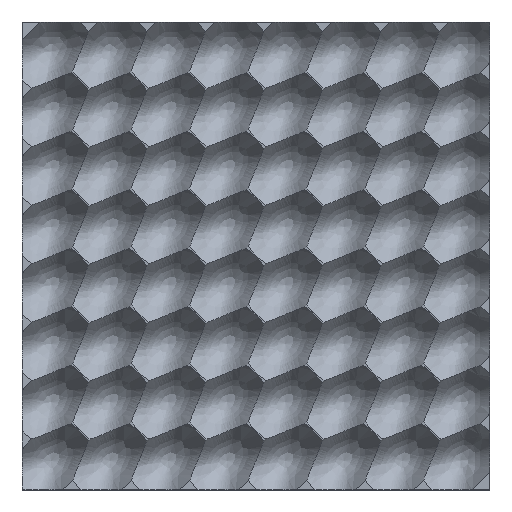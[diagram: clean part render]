
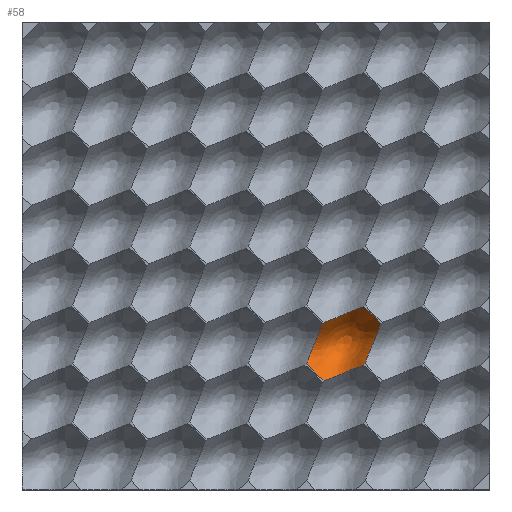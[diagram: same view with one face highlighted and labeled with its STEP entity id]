
A CAD part, top view. The second image highlights one B-rep face of the part: STEP entity #58.
In plain terms, the highlighted free-form (B-spline) face has degree [2, 2] with [3, 3] control points.
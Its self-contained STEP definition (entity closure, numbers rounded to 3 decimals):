
#58=ADVANCED_FACE('',(#208),#2579,.T.);
#208=FACE_OUTER_BOUND('',#358,.T.);
#358=EDGE_LOOP('',(#805,#806,#807,#808,#809,#810,#811,#812));
#805=ORIENTED_EDGE('',*,*,#1565,.T.);
#806=ORIENTED_EDGE('',*,*,#1766,.T.);
#807=ORIENTED_EDGE('',*,*,#1566,.T.);
#808=ORIENTED_EDGE('',*,*,#1748,.F.);
#809=ORIENTED_EDGE('',*,*,#1567,.T.);
#810=ORIENTED_EDGE('',*,*,#1764,.F.);
#811=ORIENTED_EDGE('',*,*,#1568,.T.);
#812=ORIENTED_EDGE('',*,*,#1763,.T.);
#1565=EDGE_CURVE('',#2471,#2472,#2009,.T.);
#1566=EDGE_CURVE('',#2473,#2441,#2010,.T.);
#1567=EDGE_CURVE('',#2444,#2469,#2011,.T.);
#1568=EDGE_CURVE('',#2468,#2474,#2012,.T.);
#1748=EDGE_CURVE('',#2444,#2441,#2192,.T.);
#1763=EDGE_CURVE('',#2474,#2471,#2207,.T.);
#1764=EDGE_CURVE('',#2468,#2469,#2208,.T.);
#1766=EDGE_CURVE('',#2472,#2473,#2210,.T.);
#2009=B_SPLINE_CURVE_WITH_KNOTS('',3,(#5324,#5325,#5326,#5327,#5328,#5329,
#5330,#5331,#5332,#5333),.UNSPECIFIED.,.F.,.F.,(4,3,3,4),(1.126,
3.72,5.543,6.327),.UNSPECIFIED.);
#2010=B_SPLINE_CURVE_WITH_KNOTS('',3,(#5334,#5335,#5336,#5337,#5338,#5339,
#5340),.UNSPECIFIED.,.F.,.F.,(4,3,4),(16.361,16.663,
16.965),.UNSPECIFIED.);
#2011=B_SPLINE_CURVE_WITH_KNOTS('',3,(#5341,#5342,#5343,#5344,#5345,#5346,
#5347),.UNSPECIFIED.,.F.,.F.,(4,3,4),(27.031,29.626,
32.221),.UNSPECIFIED.);
#2012=B_SPLINE_CURVE_WITH_KNOTS('',3,(#5348,#5349,#5350,#5351,#5352,#5353,
#5354),.UNSPECIFIED.,.F.,.F.,(4,3,4),(42.43,42.729,
43.053),.UNSPECIFIED.);
#2192=B_SPLINE_CURVE_WITH_KNOTS('',3,(#6973,#6974,#6975,#6976,#6977,#6978,
#6979,#6980,#6981,#6982,#6983,#6984,#6985),.UNSPECIFIED.,.F.,.F.,(4,3,3,
3,4),(3.357,6.585,9.561,11.017,
14.245),.UNSPECIFIED.);
#2207=B_SPLINE_CURVE_WITH_KNOTS('',3,(#7189,#7190,#7191,#7192,#7193,#7194,
#7195,#7196,#7197,#7198,#7199,#7200,#7201),.UNSPECIFIED.,.F.,.F.,(4,3,3,
3,4),(3.357,6.585,9.561,11.017,
14.245),.UNSPECIFIED.);
#2208=B_SPLINE_CURVE_WITH_KNOTS('',3,(#7202,#7203,#7204,#7205,#7206,#7207,
#7208,#7209,#7210,#7211,#7212,#7213,#7214,#7215,#7216,#7217),
 .UNSPECIFIED.,.F.,.F.,(4,3,3,3,3,4),(3.356,6.584,
6.664,9.556,11.011,14.239),
 .UNSPECIFIED.);
#2210=B_SPLINE_CURVE_WITH_KNOTS('',3,(#7231,#7232,#7233,#7234,#7235,#7236,
#7237,#7238,#7239,#7240,#7241,#7242,#7243,#7244,#7245,#7246),
 .UNSPECIFIED.,.F.,.F.,(4,3,3,3,3,4),(3.356,6.584,
6.664,9.556,11.011,14.239),
 .UNSPECIFIED.);
#2441=VERTEX_POINT('',#3427);
#2444=VERTEX_POINT('',#3430);
#2468=VERTEX_POINT('',#3454);
#2469=VERTEX_POINT('',#3455);
#2471=VERTEX_POINT('',#3457);
#2472=VERTEX_POINT('',#3458);
#2473=VERTEX_POINT('',#3459);
#2474=VERTEX_POINT('',#3460);
#2579=B_SPLINE_SURFACE_WITH_KNOTS('',2,2,((#3029,#3030,#3031),(#3032,#3033,
#3034),(#3035,#3036,#3037)),.UNSPECIFIED.,.F.,.F.,.F.,(3,3),(3,3),(0.,10.),
(0.,20.),.UNSPECIFIED.);
#3029=CARTESIAN_POINT('',(81.1,33.319,17.716));
#3030=CARTESIAN_POINT('',(73.89,26.11,17.716));
#3031=CARTESIAN_POINT('',(66.681,18.9,17.716));
#3032=CARTESIAN_POINT('',(75.96,38.46,17.716));
#3033=CARTESIAN_POINT('',(68.75,31.25,-24.051));
#3034=CARTESIAN_POINT('',(61.54,24.04,17.716));
#3035=CARTESIAN_POINT('',(70.819,43.6,17.716));
#3036=CARTESIAN_POINT('',(63.61,36.39,17.716));
#3037=CARTESIAN_POINT('',(56.4,29.181,17.716));
#3427=CARTESIAN_POINT('',(64.12,35.463,15.));
#3430=CARTESIAN_POINT('',(60.88,27.037,15.));
#3454=CARTESIAN_POINT('',(72.963,26.62,15.));
#3455=CARTESIAN_POINT('',(64.537,23.38,15.));
#3457=CARTESIAN_POINT('',(76.62,35.463,15.));
#3458=CARTESIAN_POINT('',(72.963,39.12,15.));
#3459=CARTESIAN_POINT('',(64.537,35.88,15.));
#3460=CARTESIAN_POINT('',(73.38,27.037,15.));
#5324=CARTESIAN_POINT('',(76.62,35.463,15.));
#5325=CARTESIAN_POINT('',(76.136,36.194,15.));
#5326=CARTESIAN_POINT('',(75.502,36.901,15.));
#5327=CARTESIAN_POINT('',(74.952,37.452,15.));
#5328=CARTESIAN_POINT('',(74.53,37.873,15.));
#5329=CARTESIAN_POINT('',(74.063,38.296,15.));
#5330=CARTESIAN_POINT('',(73.593,38.664,15.));
#5331=CARTESIAN_POINT('',(73.394,38.82,15.));
#5332=CARTESIAN_POINT('',(73.183,38.975,15.));
#5333=CARTESIAN_POINT('',(72.963,39.12,15.));
#5334=CARTESIAN_POINT('',(64.537,35.88,15.));
#5335=CARTESIAN_POINT('',(64.466,35.809,15.));
#5336=CARTESIAN_POINT('',(64.397,35.74,15.));
#5337=CARTESIAN_POINT('',(64.328,35.672,15.));
#5338=CARTESIAN_POINT('',(64.26,35.603,15.));
#5339=CARTESIAN_POINT('',(64.191,35.534,15.));
#5340=CARTESIAN_POINT('',(64.12,35.463,15.));
#5341=CARTESIAN_POINT('',(60.88,27.037,15.));
#5342=CARTESIAN_POINT('',(61.364,26.306,15.));
#5343=CARTESIAN_POINT('',(61.998,25.599,15.));
#5344=CARTESIAN_POINT('',(62.548,25.048,15.));
#5345=CARTESIAN_POINT('',(63.099,24.498,15.));
#5346=CARTESIAN_POINT('',(63.806,23.864,15.));
#5347=CARTESIAN_POINT('',(64.537,23.38,15.));
#5348=CARTESIAN_POINT('',(72.963,26.62,15.));
#5349=CARTESIAN_POINT('',(73.033,26.69,15.));
#5350=CARTESIAN_POINT('',(73.103,26.759,15.));
#5351=CARTESIAN_POINT('',(73.172,26.828,15.));
#5352=CARTESIAN_POINT('',(73.24,26.896,15.));
#5353=CARTESIAN_POINT('',(73.309,26.966,15.));
#5354=CARTESIAN_POINT('',(73.38,27.037,15.));
#6973=CARTESIAN_POINT('',(60.88,27.037,15.));
#6974=CARTESIAN_POINT('',(61.074,27.697,14.194));
#6975=CARTESIAN_POINT('',(61.34,28.466,13.424));
#6976=CARTESIAN_POINT('',(61.686,29.326,12.927));
#6977=CARTESIAN_POINT('',(62.014,30.144,12.455));
#6978=CARTESIAN_POINT('',(62.397,31.007,12.253));
#6979=CARTESIAN_POINT('',(62.79,31.92,12.438));
#6980=CARTESIAN_POINT('',(62.979,32.359,12.526));
#6981=CARTESIAN_POINT('',(63.155,32.777,12.698));
#6982=CARTESIAN_POINT('',(63.314,33.174,12.927));
#6983=CARTESIAN_POINT('',(63.66,34.034,13.424));
#6984=CARTESIAN_POINT('',(63.926,34.803,14.194));
#6985=CARTESIAN_POINT('',(64.12,35.463,15.));
#7189=CARTESIAN_POINT('',(73.38,27.037,15.));
#7190=CARTESIAN_POINT('',(73.574,27.697,14.194));
#7191=CARTESIAN_POINT('',(73.84,28.466,13.424));
#7192=CARTESIAN_POINT('',(74.186,29.326,12.927));
#7193=CARTESIAN_POINT('',(74.514,30.144,12.455));
#7194=CARTESIAN_POINT('',(74.897,31.007,12.253));
#7195=CARTESIAN_POINT('',(75.29,31.92,12.438));
#7196=CARTESIAN_POINT('',(75.479,32.359,12.526));
#7197=CARTESIAN_POINT('',(75.655,32.777,12.698));
#7198=CARTESIAN_POINT('',(75.814,33.174,12.927));
#7199=CARTESIAN_POINT('',(76.16,34.034,13.424));
#7200=CARTESIAN_POINT('',(76.426,34.803,14.194));
#7201=CARTESIAN_POINT('',(76.62,35.463,15.));
#7202=CARTESIAN_POINT('',(72.963,26.62,15.));
#7203=CARTESIAN_POINT('',(72.303,26.426,14.194));
#7204=CARTESIAN_POINT('',(71.534,26.16,13.424));
#7205=CARTESIAN_POINT('',(70.674,25.814,12.927));
#7206=CARTESIAN_POINT('',(70.652,25.805,12.914));
#7207=CARTESIAN_POINT('',(70.63,25.796,12.902));
#7208=CARTESIAN_POINT('',(70.608,25.787,12.89));
#7209=CARTESIAN_POINT('',(69.808,25.465,12.444));
#7210=CARTESIAN_POINT('',(68.967,25.091,12.258));
#7211=CARTESIAN_POINT('',(68.08,24.71,12.438));
#7212=CARTESIAN_POINT('',(67.641,24.521,12.526));
#7213=CARTESIAN_POINT('',(67.223,24.345,12.698));
#7214=CARTESIAN_POINT('',(66.826,24.186,12.927));
#7215=CARTESIAN_POINT('',(65.966,23.84,13.424));
#7216=CARTESIAN_POINT('',(65.197,23.574,14.194));
#7217=CARTESIAN_POINT('',(64.537,23.38,15.));
#7231=CARTESIAN_POINT('',(72.963,39.12,15.));
#7232=CARTESIAN_POINT('',(72.303,38.926,14.194));
#7233=CARTESIAN_POINT('',(71.534,38.66,13.424));
#7234=CARTESIAN_POINT('',(70.674,38.314,12.927));
#7235=CARTESIAN_POINT('',(70.652,38.305,12.914));
#7236=CARTESIAN_POINT('',(70.63,38.296,12.902));
#7237=CARTESIAN_POINT('',(70.608,38.287,12.89));
#7238=CARTESIAN_POINT('',(69.808,37.965,12.444));
#7239=CARTESIAN_POINT('',(68.967,37.591,12.258));
#7240=CARTESIAN_POINT('',(68.08,37.21,12.438));
#7241=CARTESIAN_POINT('',(67.641,37.021,12.526));
#7242=CARTESIAN_POINT('',(67.223,36.845,12.698));
#7243=CARTESIAN_POINT('',(66.826,36.686,12.927));
#7244=CARTESIAN_POINT('',(65.966,36.34,13.424));
#7245=CARTESIAN_POINT('',(65.197,36.074,14.194));
#7246=CARTESIAN_POINT('',(64.537,35.88,15.));
